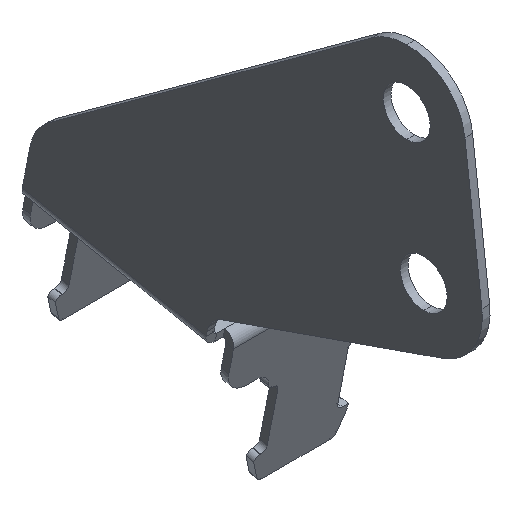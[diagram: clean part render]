
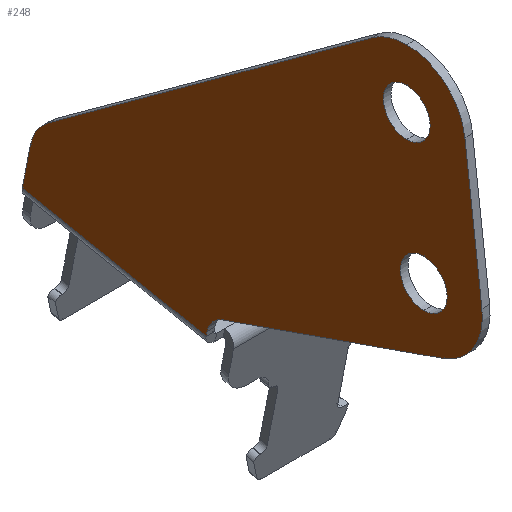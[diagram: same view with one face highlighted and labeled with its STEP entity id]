
A CAD part, isometric view. The second image highlights one B-rep face of the part: STEP entity #248.
In plain terms, the highlighted planar face has unit normal (-1, 0, 0).
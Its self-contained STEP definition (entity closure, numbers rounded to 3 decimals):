
#11 = VERTEX_POINT ( 'NONE', #953 ) ;
#14 = CARTESIAN_POINT ( 'NONE',  ( 0., 0., 5. ) ) ;
#65 = AXIS2_PLACEMENT_3D ( 'NONE', #2127, #2107, #2002 ) ;
#66 = AXIS2_PLACEMENT_3D ( 'NONE', #1017, #1052, #1039 ) ;
#79 = AXIS2_PLACEMENT_3D ( 'NONE', #812, #808, #803 ) ;
#89 = AXIS2_PLACEMENT_3D ( 'NONE', #538, #504, #537 ) ;
#106 = AXIS2_PLACEMENT_3D ( 'NONE', #434, #361, #432 ) ;
#107 = FACE_BOUND ( 'NONE', #2782, .T. ) ;
#113 = CIRCLE ( 'NONE', #65, 5. ) ;
#115 = DIRECTION ( 'NONE',  ( 0., 0., -1. ) ) ;
#137 = CARTESIAN_POINT ( 'NONE',  ( 0., 0., -5. ) ) ;
#160 = CARTESIAN_POINT ( 'NONE',  ( 0., 46.215, -31.988 ) ) ;
#163 = VERTEX_POINT ( 'NONE', #1369 ) ;
#203 = CARTESIAN_POINT ( 'NONE',  ( 0., 3.636, 34.779 ) ) ;
#248 = ADVANCED_FACE ( 'NONE', ( #107, #2429, #2552 ), #877, .F. ) ;
#260 = AXIS2_PLACEMENT_3D ( 'NONE', #2247, #397, #3061 ) ;
#262 = VERTEX_POINT ( 'NONE', #356 ) ;
#268 = ORIENTED_EDGE ( 'NONE', *, *, #2800, .T. ) ;
#283 = AXIS2_PLACEMENT_3D ( 'NONE', #791, #1291, #115 ) ;
#301 = VERTEX_POINT ( 'NONE', #597 ) ;
#326 = LINE ( 'NONE', #448, #2161 ) ;
#328 = DIRECTION ( 'NONE',  ( 0., -0.193, 0.981 ) ) ;
#356 = CARTESIAN_POINT ( 'NONE',  ( 0., -4.119, -11.802 ) ) ;
#361 = DIRECTION ( 'NONE',  ( -1., 0., 0. ) ) ;
#397 = DIRECTION ( 'NONE',  ( 1., 0., 0. ) ) ;
#400 = CIRCLE ( 'NONE', #89, 5. ) ;
#432 = DIRECTION ( 'NONE',  ( 0., 0., -1. ) ) ;
#434 = CARTESIAN_POINT ( 'NONE',  ( 0., 74.123, -18.441 ) ) ;
#448 = CARTESIAN_POINT ( 'NONE',  ( 0., 83.177, -12.663 ) ) ;
#454 = DIRECTION ( 'NONE',  ( 0., -0.808, 0.589 ) ) ;
#504 = DIRECTION ( 'NONE',  ( 1., 0., 0. ) ) ;
#537 = DIRECTION ( 'NONE',  ( 0., 0., -1. ) ) ;
#538 = CARTESIAN_POINT ( 'NONE',  ( 0., 0., 0. ) ) ;
#547 = CIRCLE ( 'NONE', #66, 5. ) ;
#579 = CARTESIAN_POINT ( 'NONE',  ( 0., 10.993, 39.885 ) ) ;
#586 = CARTESIAN_POINT ( 'NONE',  ( 0., 3.636, 24.779 ) ) ;
#597 = CARTESIAN_POINT ( 'NONE',  ( 0., 83.935, -16.509 ) ) ;
#599 = CIRCLE ( 'NONE', #79, 12.5 ) ;
#666 = ORIENTED_EDGE ( 'NONE', *, *, #2417, .F. ) ;
#682 = CIRCLE ( 'NONE', #260, 12.5 ) ;
#690 = ORIENTED_EDGE ( 'NONE', *, *, #2405, .T. ) ;
#694 = ORIENTED_EDGE ( 'NONE', *, *, #1980, .F. ) ;
#727 = CIRCLE ( 'NONE', #283, 5. ) ;
#731 = ORIENTED_EDGE ( 'NONE', *, *, #2838, .F. ) ;
#778 = LINE ( 'NONE', #2831, #1085 ) ;
#788 = AXIS2_PLACEMENT_3D ( 'NONE', #2025, #2014, #1874 ) ;
#791 = CARTESIAN_POINT ( 'NONE',  ( 0., 0., 0. ) ) ;
#799 = AXIS2_PLACEMENT_3D ( 'NONE', #2180, #2150, #2135 ) ;
#801 = ORIENTED_EDGE ( 'NONE', *, *, #2806, .F. ) ;
#803 = DIRECTION ( 'NONE',  ( 0., 0., -1. ) ) ;
#808 = DIRECTION ( 'NONE',  ( 1., 0., 0. ) ) ;
#812 = CARTESIAN_POINT ( 'NONE',  ( 0., 0., 0. ) ) ;
#829 = ORIENTED_EDGE ( 'NONE', *, *, #2952, .F. ) ;
#863 = CARTESIAN_POINT ( 'NONE',  ( 0., 0., 0. ) ) ;
#877 = PLANE ( 'NONE',  #2693 ) ;
#920 = DIRECTION ( 'NONE',  ( 0., 0., -1. ) ) ;
#953 = CARTESIAN_POINT ( 'NONE',  ( 0., 42.957, -28.234 ) ) ;
#981 = DIRECTION ( 'NONE',  ( 0., 0.944, -0.33 ) ) ;
#989 = CIRCLE ( 'NONE', #106, 10. ) ;
#1017 = CARTESIAN_POINT ( 'NONE',  ( 0., 41.31, -32.954 ) ) ;
#1039 = DIRECTION ( 'NONE',  ( 0., 0., -1. ) ) ;
#1052 = DIRECTION ( 'NONE',  ( 1., 0., 0. ) ) ;
#1081 = VERTEX_POINT ( 'NONE', #2209 ) ;
#1085 = VECTOR ( 'NONE', #2821, 1000. ) ;
#1132 = CARTESIAN_POINT ( 'NONE',  ( 0., -4.119, -11.802 ) ) ;
#1142 = ORIENTED_EDGE ( 'NONE', *, *, #2009, .F. ) ;
#1151 = CARTESIAN_POINT ( 'NONE',  ( 0., 46.412, -32.986 ) ) ;
#1154 = VERTEX_POINT ( 'NONE', #1434 ) ;
#1217 = VERTEX_POINT ( 'NONE', #2953 ) ;
#1279 = ORIENTED_EDGE ( 'NONE', *, *, #2413, .T. ) ;
#1291 = DIRECTION ( 'NONE',  ( 1., 0., 0. ) ) ;
#1369 = CARTESIAN_POINT ( 'NONE',  ( 0., 3.636, 42.279 ) ) ;
#1385 = CARTESIAN_POINT ( 'NONE',  ( 0., -12.408, 1.515 ) ) ;
#1434 = CARTESIAN_POINT ( 'NONE',  ( 0., 10.993, 39.885 ) ) ;
#1438 = EDGE_CURVE ( 'NONE', #2238, #1081, #778, .T. ) ;
#1631 = CARTESIAN_POINT ( 'NONE',  ( 0., -8.772, 31.294 ) ) ;
#1703 = CIRCLE ( 'NONE', #788, 12.5 ) ;
#1778 = DIRECTION ( 'NONE',  ( 0., 0.193, -0.981 ) ) ;
#1807 = VECTOR ( 'NONE', #981, 1000. ) ;
#1843 = VERTEX_POINT ( 'NONE', #586 ) ;
#1844 = CIRCLE ( 'NONE', #799, 5. ) ;
#1850 = VECTOR ( 'NONE', #2448, 1000. ) ;
#1872 = VERTEX_POINT ( 'NONE', #137 ) ;
#1873 = VERTEX_POINT ( 'NONE', #160 ) ;
#1874 = DIRECTION ( 'NONE',  ( 0., 0., -1. ) ) ;
#1882 = VERTEX_POINT ( 'NONE', #203 ) ;
#1895 = VERTEX_POINT ( 'NONE', #14 ) ;
#1980 = EDGE_CURVE ( 'NONE', #2708, #2472, #2017, .T. ) ;
#2001 = EDGE_CURVE ( 'NONE', #1843, #1882, #1844, .T. ) ;
#2002 = DIRECTION ( 'NONE',  ( 0., 0., -1. ) ) ;
#2009 = EDGE_CURVE ( 'NONE', #1154, #163, #1703, .T. ) ;
#2014 = DIRECTION ( 'NONE',  ( 1., 0., 0. ) ) ;
#2017 = LINE ( 'NONE', #2622, #1850 ) ;
#2025 = CARTESIAN_POINT ( 'NONE',  ( 0., 3.636, 29.779 ) ) ;
#2071 = VECTOR ( 'NONE', #1778, 1000. ) ;
#2107 = DIRECTION ( 'NONE',  ( 1., 0., 0. ) ) ;
#2127 = CARTESIAN_POINT ( 'NONE',  ( 0., 3.636, 29.779 ) ) ;
#2135 = DIRECTION ( 'NONE',  ( 0., 0., -1. ) ) ;
#2136 = EDGE_LOOP ( 'NONE', ( #1279, #2595 ) ) ;
#2143 = ORIENTED_EDGE ( 'NONE', *, *, #2958, .T. ) ;
#2145 = DIRECTION ( 'NONE',  ( 1., 0., 0. ) ) ;
#2150 = DIRECTION ( 'NONE',  ( 1., 0., 0. ) ) ;
#2161 = VECTOR ( 'NONE', #328, 1000. ) ;
#2180 = CARTESIAN_POINT ( 'NONE',  ( 0., 3.636, 29.779 ) ) ;
#2192 = ORIENTED_EDGE ( 'NONE', *, *, #2479, .F. ) ;
#2209 = CARTESIAN_POINT ( 'NONE',  ( 0., 85.658, -25.255 ) ) ;
#2238 = VERTEX_POINT ( 'NONE', #1151 ) ;
#2247 = CARTESIAN_POINT ( 'NONE',  ( 0., 3.636, 29.779 ) ) ;
#2342 = LINE ( 'NONE', #579, #2858 ) ;
#2405 = EDGE_CURVE ( 'NONE', #1895, #1872, #727, .T. ) ;
#2413 = EDGE_CURVE ( 'NONE', #1882, #1843, #113, .T. ) ;
#2417 = EDGE_CURVE ( 'NONE', #1873, #2238, #2495, .T. ) ;
#2429 = FACE_OUTER_BOUND ( 'NONE', #2864, .T. ) ;
#2448 = DIRECTION ( 'NONE',  ( 0., -0.121, -0.993 ) ) ;
#2472 = VERTEX_POINT ( 'NONE', #1385 ) ;
#2479 = EDGE_CURVE ( 'NONE', #163, #2708, #682, .T. ) ;
#2486 = LINE ( 'NONE', #1132, #1807 ) ;
#2495 = LINE ( 'NONE', #2893, #2071 ) ;
#2552 = FACE_BOUND ( 'NONE', #2136, .T. ) ;
#2595 = ORIENTED_EDGE ( 'NONE', *, *, #2001, .T. ) ;
#2622 = CARTESIAN_POINT ( 'NONE',  ( 0., -8.772, 31.294 ) ) ;
#2669 = ORIENTED_EDGE ( 'NONE', *, *, #2946, .T. ) ;
#2670 = ORIENTED_EDGE ( 'NONE', *, *, #2968, .F. ) ;
#2693 = AXIS2_PLACEMENT_3D ( 'NONE', #863, #2145, #920 ) ;
#2699 = ORIENTED_EDGE ( 'NONE', *, *, #1438, .F. ) ;
#2708 = VERTEX_POINT ( 'NONE', #1631 ) ;
#2782 = EDGE_LOOP ( 'NONE', ( #690, #2669 ) ) ;
#2800 = EDGE_CURVE ( 'NONE', #1873, #11, #547, .T. ) ;
#2806 = EDGE_CURVE ( 'NONE', #262, #11, #2486, .T. ) ;
#2821 = DIRECTION ( 'NONE',  ( 0., 0.981, 0.193 ) ) ;
#2831 = CARTESIAN_POINT ( 'NONE',  ( 0., 85.658, -25.255 ) ) ;
#2838 = EDGE_CURVE ( 'NONE', #2472, #262, #599, .T. ) ;
#2858 = VECTOR ( 'NONE', #454, 1000. ) ;
#2864 = EDGE_LOOP ( 'NONE', ( #829, #2143, #2670, #2699, #666, #268, #801, #731, #694, #2192, #1142 ) ) ;
#2893 = CARTESIAN_POINT ( 'NONE',  ( 0., 45.662, -29.178 ) ) ;
#2946 = EDGE_CURVE ( 'NONE', #1872, #1895, #400, .T. ) ;
#2952 = EDGE_CURVE ( 'NONE', #1217, #1154, #2342, .T. ) ;
#2953 = CARTESIAN_POINT ( 'NONE',  ( 0., 80.009, -10.357 ) ) ;
#2958 = EDGE_CURVE ( 'NONE', #1217, #301, #989, .T. ) ;
#2968 = EDGE_CURVE ( 'NONE', #1081, #301, #326, .T. ) ;
#3061 = DIRECTION ( 'NONE',  ( 0., 0., -1. ) ) ;
